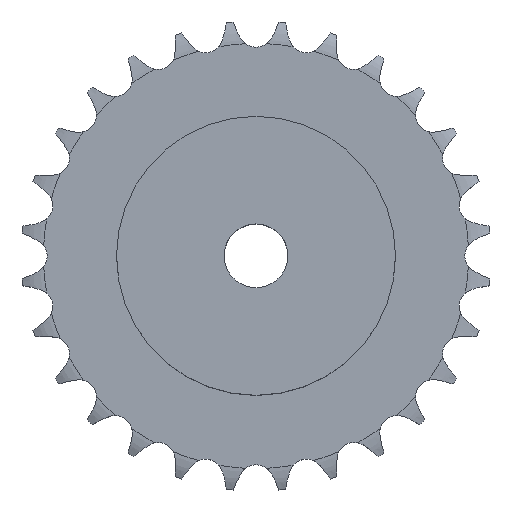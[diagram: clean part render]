
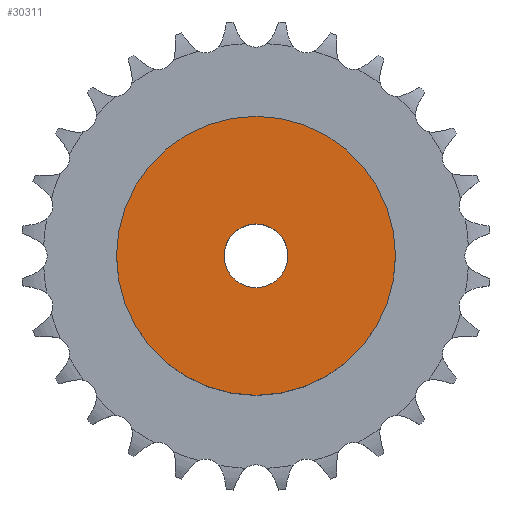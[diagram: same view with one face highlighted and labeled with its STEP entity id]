
A CAD part, top view. The second image highlights one B-rep face of the part: STEP entity #30311.
In plain terms, the highlighted planar face has unit normal (0, 0, 1).
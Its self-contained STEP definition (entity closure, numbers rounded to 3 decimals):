
#3681 = CYLINDRICAL_SURFACE('',#3682,35.);
#3682 = AXIS2_PLACEMENT_3D('',#3683,#3684,#3685);
#3683 = CARTESIAN_POINT('',(0.,0.,0.));
#3684 = DIRECTION('',(-0.,-0.,-1.));
#3685 = DIRECTION('',(1.,0.,0.));
#19160 = VERTEX_POINT('',#19161);
#19161 = CARTESIAN_POINT('',(35.,0.,30.));
#19182 = EDGE_CURVE('',#19160,#19160,#19183,.T.);
#19183 = SURFACE_CURVE('',#19184,(#19189,#19196),.PCURVE_S1.);
#19184 = CIRCLE('',#19185,35.);
#19185 = AXIS2_PLACEMENT_3D('',#19186,#19187,#19188);
#19186 = CARTESIAN_POINT('',(0.,0.,30.));
#19187 = DIRECTION('',(0.,0.,1.));
#19188 = DIRECTION('',(1.,0.,0.));
#19189 = PCURVE('',#3681,#19190);
#19190 = DEFINITIONAL_REPRESENTATION('',(#19191),#19195);
#19191 = LINE('',#19192,#19193);
#19192 = CARTESIAN_POINT('',(-0.,-30.));
#19193 = VECTOR('',#19194,1.);
#19194 = DIRECTION('',(-1.,0.));
#19195 = ( GEOMETRIC_REPRESENTATION_CONTEXT(2) 
PARAMETRIC_REPRESENTATION_CONTEXT() REPRESENTATION_CONTEXT('2D SPACE',''
  ) );
#19196 = PCURVE('',#19197,#19202);
#19197 = PLANE('',#19198);
#19198 = AXIS2_PLACEMENT_3D('',#19199,#19200,#19201);
#19199 = CARTESIAN_POINT('',(0.,0.,30.)
  );
#19200 = DIRECTION('',(0.,0.,1.));
#19201 = DIRECTION('',(1.,0.,0.));
#19202 = DEFINITIONAL_REPRESENTATION('',(#19203),#19207);
#19203 = CIRCLE('',#19204,35.);
#19204 = AXIS2_PLACEMENT_2D('',#19205,#19206);
#19205 = CARTESIAN_POINT('',(0.,0.));
#19206 = DIRECTION('',(1.,0.));
#19207 = ( GEOMETRIC_REPRESENTATION_CONTEXT(2) 
PARAMETRIC_REPRESENTATION_CONTEXT() REPRESENTATION_CONTEXT('2D SPACE',''
  ) );
#25737 = CYLINDRICAL_SURFACE('',#25738,8.);
#25738 = AXIS2_PLACEMENT_3D('',#25739,#25740,#25741);
#25739 = CARTESIAN_POINT('',(0.,0.,181.422));
#25740 = DIRECTION('',(0.,0.,1.));
#25741 = DIRECTION('',(1.,0.,0.));
#30311 = ADVANCED_FACE('',(#30312,#30315),#19197,.T.);
#30312 = FACE_BOUND('',#30313,.T.);
#30313 = EDGE_LOOP('',(#30314));
#30314 = ORIENTED_EDGE('',*,*,#19182,.T.);
#30315 = FACE_BOUND('',#30316,.T.);
#30316 = EDGE_LOOP('',(#30317));
#30317 = ORIENTED_EDGE('',*,*,#30318,.F.);
#30318 = EDGE_CURVE('',#30319,#30319,#30321,.T.);
#30319 = VERTEX_POINT('',#30320);
#30320 = CARTESIAN_POINT('',(8.,0.,30.));
#30321 = SURFACE_CURVE('',#30322,(#30327,#30334),.PCURVE_S1.);
#30322 = CIRCLE('',#30323,8.);
#30323 = AXIS2_PLACEMENT_3D('',#30324,#30325,#30326);
#30324 = CARTESIAN_POINT('',(0.,0.,30.));
#30325 = DIRECTION('',(0.,0.,1.));
#30326 = DIRECTION('',(1.,0.,0.));
#30327 = PCURVE('',#19197,#30328);
#30328 = DEFINITIONAL_REPRESENTATION('',(#30329),#30333);
#30329 = CIRCLE('',#30330,8.);
#30330 = AXIS2_PLACEMENT_2D('',#30331,#30332);
#30331 = CARTESIAN_POINT('',(0.,0.));
#30332 = DIRECTION('',(1.,0.));
#30333 = ( GEOMETRIC_REPRESENTATION_CONTEXT(2) 
PARAMETRIC_REPRESENTATION_CONTEXT() REPRESENTATION_CONTEXT('2D SPACE',''
  ) );
#30334 = PCURVE('',#25737,#30335);
#30335 = DEFINITIONAL_REPRESENTATION('',(#30336),#30340);
#30336 = LINE('',#30337,#30338);
#30337 = CARTESIAN_POINT('',(0.,-151.422));
#30338 = VECTOR('',#30339,1.);
#30339 = DIRECTION('',(1.,0.));
#30340 = ( GEOMETRIC_REPRESENTATION_CONTEXT(2) 
PARAMETRIC_REPRESENTATION_CONTEXT() REPRESENTATION_CONTEXT('2D SPACE',''
  ) );
